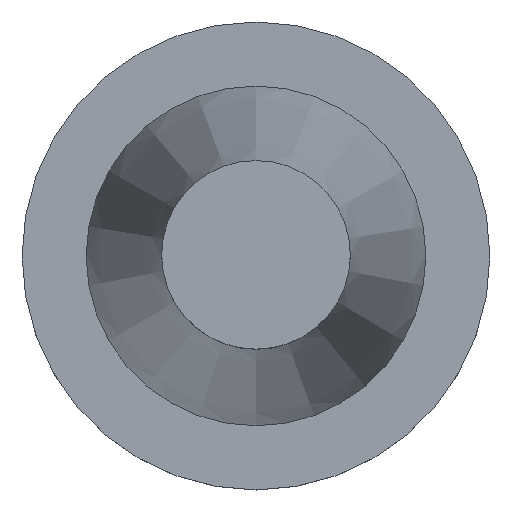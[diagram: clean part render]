
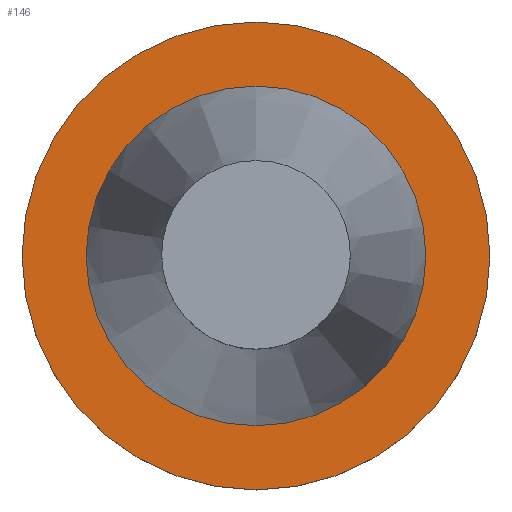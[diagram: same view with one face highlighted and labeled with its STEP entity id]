
A CAD part, top view. The second image highlights one B-rep face of the part: STEP entity #146.
In plain terms, the highlighted planar face has unit normal (0, 0, 1).
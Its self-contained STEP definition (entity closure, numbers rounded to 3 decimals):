
#146=ADVANCED_FACE('',(#191,#192),#177,.F.);
#177=PLANE('',#542);
#191=FACE_BOUND('',#207,.T.);
#192=FACE_BOUND('',#208,.T.);
#207=EDGE_LOOP('',(#246));
#208=EDGE_LOOP('',(#247,#248));
#246=ORIENTED_EDGE('',*,*,#420,.F.);
#247=ORIENTED_EDGE('',*,*,#421,.T.);
#248=ORIENTED_EDGE('',*,*,#422,.T.);
#376=VERTEX_POINT('',#756);
#377=VERTEX_POINT('',#758);
#378=VERTEX_POINT('',#759);
#420=EDGE_CURVE('',#376,#376,#485,.T.);
#421=EDGE_CURVE('',#377,#378,#486,.T.);
#422=EDGE_CURVE('',#378,#377,#487,.T.);
#485=CIRCLE('',#539,48.75);
#486=CIRCLE('',#540,35.392);
#487=CIRCLE('',#541,35.392);
#539=AXIS2_PLACEMENT_3D('',#755,#605,#606);
#540=AXIS2_PLACEMENT_3D('',#757,#607,#608);
#541=AXIS2_PLACEMENT_3D('',#760,#609,#610);
#542=AXIS2_PLACEMENT_3D('',#761,#611,#612);
#605=DIRECTION('',(0.,0.,-1.));
#606=DIRECTION('',(-1.,0.,0.));
#607=DIRECTION('',(0.,0.,-1.));
#608=DIRECTION('',(-1.,0.,0.));
#609=DIRECTION('',(0.,0.,-1.));
#610=DIRECTION('',(-1.,0.,0.));
#611=DIRECTION('',(0.,0.,-1.));
#612=DIRECTION('',(0.,1.,0.));
#755=CARTESIAN_POINT('',(0.,0.,-3.2));
#756=CARTESIAN_POINT('',(-48.75,0.,-3.2));
#757=CARTESIAN_POINT('',(0.,0.,-3.2));
#758=CARTESIAN_POINT('',(0.,35.392,-3.2));
#759=CARTESIAN_POINT('',(0.,-35.392,-3.2));
#760=CARTESIAN_POINT('',(0.,0.,-3.2));
#761=CARTESIAN_POINT('',(0.,0.,-3.2));
